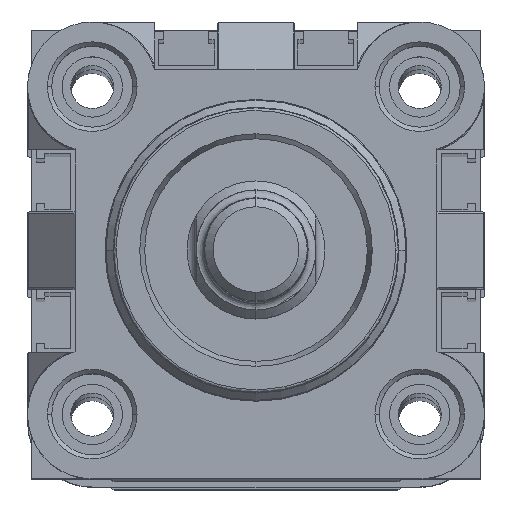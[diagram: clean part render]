
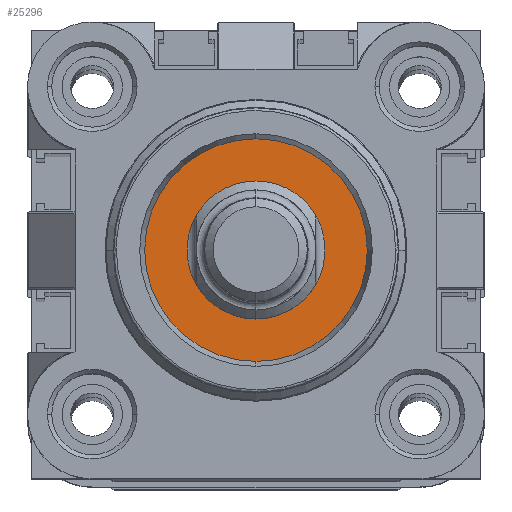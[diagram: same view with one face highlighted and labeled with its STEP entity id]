
A CAD part, top view. The second image highlights one B-rep face of the part: STEP entity #25296.
In plain terms, the highlighted face is planar.
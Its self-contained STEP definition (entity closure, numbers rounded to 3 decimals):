
#587 = CARTESIAN_POINT ( 'NONE',  ( 13., 21., -18.5 ) ) ;
#1147 = AXIS2_PLACEMENT_3D ( 'NONE', #14360, #14270, #12416 ) ;
#1297 = EDGE_CURVE ( 'NONE', #23772, #5254, #5245, .T. ) ;
#1659 = DIRECTION ( 'NONE',  ( -1., 0., 0. ) ) ;
#2315 = CARTESIAN_POINT ( 'NONE',  ( 29., 21., -18.5 ) ) ;
#2645 = FACE_BOUND ( 'NONE', #19881, .T. ) ;
#2761 = ORIENTED_EDGE ( 'NONE', *, *, #16070, .F. ) ;
#3076 = CARTESIAN_POINT ( 'NONE',  ( 21., 8.082, -18.5 ) ) ;
#3857 = DIRECTION ( 'NONE',  ( 0., 0., -1. ) ) ;
#4519 = EDGE_CURVE ( 'NONE', #5254, #23772, #12891, .T. ) ;
#5245 = CIRCLE ( 'NONE', #1147, 12.918 ) ;
#5254 = VERTEX_POINT ( 'NONE', #3076 ) ;
#6305 = CIRCLE ( 'NONE', #7607, 8. ) ;
#6659 = AXIS2_PLACEMENT_3D ( 'NONE', #19886, #13941, #1659 ) ;
#6761 = VERTEX_POINT ( 'NONE', #587 ) ;
#7607 = AXIS2_PLACEMENT_3D ( 'NONE', #10852, #24950, #12887 ) ;
#7665 = AXIS2_PLACEMENT_3D ( 'NONE', #16082, #3857, #18086 ) ;
#9669 = ORIENTED_EDGE ( 'NONE', *, *, #24843, .F. ) ;
#9801 = DIRECTION ( 'NONE',  ( 0., 0., -1. ) ) ;
#10852 = CARTESIAN_POINT ( 'NONE',  ( 21., 21., -18.5 ) ) ;
#12287 = ORIENTED_EDGE ( 'NONE', *, *, #1297, .T. ) ;
#12416 = DIRECTION ( 'NONE',  ( 0., 1., 0. ) ) ;
#12887 = DIRECTION ( 'NONE',  ( -1., 0., 0. ) ) ;
#12891 = CIRCLE ( 'NONE', #19128, 12.918 ) ;
#13941 = DIRECTION ( 'NONE',  ( 0., 0., -1. ) ) ;
#14270 = DIRECTION ( 'NONE',  ( 0., 0., -1. ) ) ;
#14360 = CARTESIAN_POINT ( 'NONE',  ( 21., 21., -18.5 ) ) ;
#16070 = EDGE_CURVE ( 'NONE', #20348, #6761, #6305, .T. ) ;
#16082 = CARTESIAN_POINT ( 'NONE',  ( 21., 21., -18.5 ) ) ;
#18054 = CARTESIAN_POINT ( 'NONE',  ( 21., 33.918, -18.5 ) ) ;
#18086 = DIRECTION ( 'NONE',  ( -1., 0., 0. ) ) ;
#19128 = AXIS2_PLACEMENT_3D ( 'NONE', #21849, #9801, #23875 ) ;
#19796 = PLANE ( 'NONE',  #6659 ) ;
#19813 = CIRCLE ( 'NONE', #7665, 8. ) ;
#19881 = EDGE_LOOP ( 'NONE', ( #9669, #2761 ) ) ;
#19886 = CARTESIAN_POINT ( 'NONE',  ( 34.073, 7.927, -18.5 ) ) ;
#20348 = VERTEX_POINT ( 'NONE', #2315 ) ;
#21485 = EDGE_LOOP ( 'NONE', ( #12287, #25931 ) ) ;
#21849 = CARTESIAN_POINT ( 'NONE',  ( 21., 21., -18.5 ) ) ;
#23772 = VERTEX_POINT ( 'NONE', #18054 ) ;
#23875 = DIRECTION ( 'NONE',  ( 0., 1., 0. ) ) ;
#24843 = EDGE_CURVE ( 'NONE', #6761, #20348, #19813, .T. ) ;
#24950 = DIRECTION ( 'NONE',  ( 0., 0., -1. ) ) ;
#25296 = ADVANCED_FACE ( 'NONE', ( #2645, #25788 ), #19796, .T. ) ;
#25788 = FACE_OUTER_BOUND ( 'NONE', #21485, .T. ) ;
#25931 = ORIENTED_EDGE ( 'NONE', *, *, #4519, .T. ) ;
